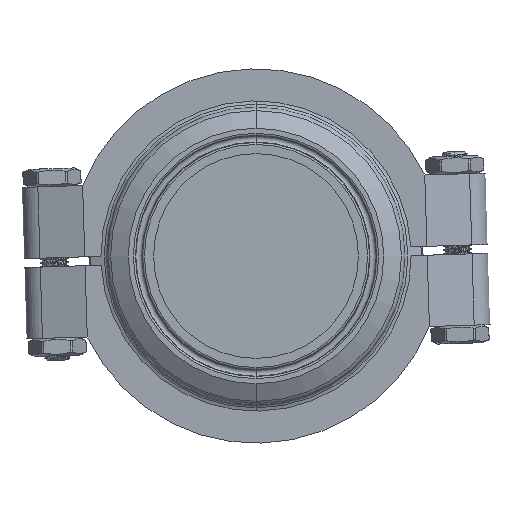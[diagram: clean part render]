
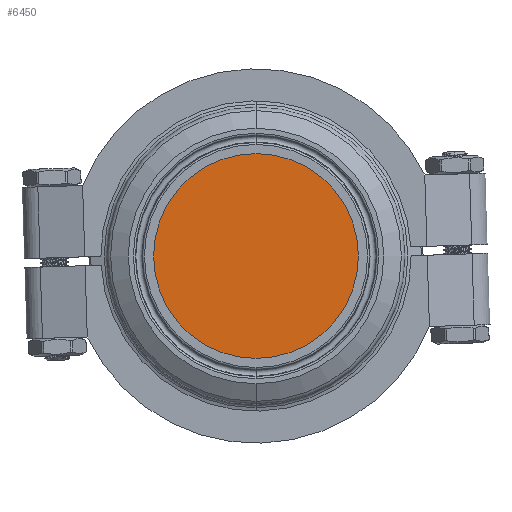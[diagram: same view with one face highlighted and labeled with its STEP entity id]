
A CAD part, front view. The second image highlights one B-rep face of the part: STEP entity #6450.
In plain terms, the highlighted planar face has unit normal (0, -1, 0).
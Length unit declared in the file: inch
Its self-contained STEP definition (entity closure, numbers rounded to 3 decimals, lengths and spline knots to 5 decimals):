
#1100 = AXIS2_PLACEMENT_3D ( 'NONE', #5652, #1892, #4926 ) ;
#1220 = EDGE_LOOP ( 'NONE', ( #6200, #3247 ) ) ;
#1816 = DIRECTION ( 'NONE',  ( 0., -1., 0. ) ) ;
#1854 = EDGE_CURVE ( 'NONE', #1984, #2230, #2869, .T. ) ;
#1892 = DIRECTION ( 'NONE',  ( 0., -1., 0. ) ) ;
#1984 = VERTEX_POINT ( 'NONE', #7015 ) ;
#2230 = VERTEX_POINT ( 'NONE', #6752 ) ;
#2869 = CIRCLE ( 'NONE', #7581, 1.43505 ) ;
#3247 = ORIENTED_EDGE ( 'NONE', *, *, #3292, .T. ) ;
#3292 = EDGE_CURVE ( 'NONE', #2230, #1984, #7437, .T. ) ;
#3780 = DIRECTION ( 'NONE',  ( 0., -1., 0. ) ) ;
#3811 = CARTESIAN_POINT ( 'NONE',  ( 0., 1.91702, 0. ) ) ;
#4660 = DIRECTION ( 'NONE',  ( 0., 0., -1. ) ) ;
#4926 = DIRECTION ( 'NONE',  ( 0., 0., -1. ) ) ;
#5652 = CARTESIAN_POINT ( 'NONE',  ( 0., 1.91702, 0. ) ) ;
#6200 = ORIENTED_EDGE ( 'NONE', *, *, #1854, .T. ) ;
#6251 = AXIS2_PLACEMENT_3D ( 'NONE', #9256, #1816, #9445 ) ;
#6450 = ADVANCED_FACE ( 'NONE', ( #8123 ), #7666, .T. ) ;
#6752 = CARTESIAN_POINT ( 'NONE',  ( 0., 1.91702, 1.43505 ) ) ;
#7015 = CARTESIAN_POINT ( 'NONE',  ( 0., 1.91702, -1.43505 ) ) ;
#7437 = CIRCLE ( 'NONE', #1100, 1.43505 ) ;
#7581 = AXIS2_PLACEMENT_3D ( 'NONE', #3811, #3780, #4660 ) ;
#7666 = PLANE ( 'NONE',  #6251 ) ;
#8123 = FACE_OUTER_BOUND ( 'NONE', #1220, .T. ) ;
#9256 = CARTESIAN_POINT ( 'NONE',  ( 0., 1.91702, 0. ) ) ;
#9445 = DIRECTION ( 'NONE',  ( 0., 0., -1. ) ) ;
